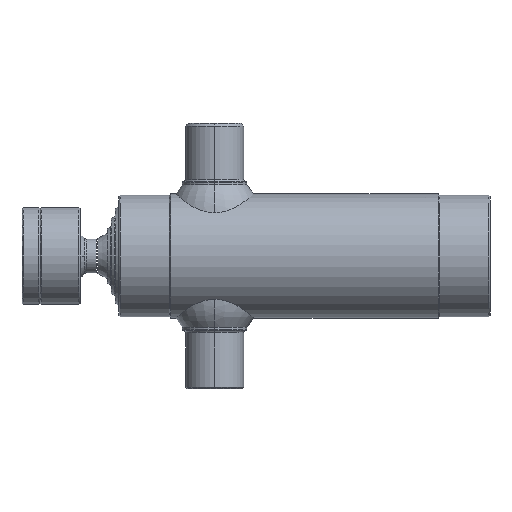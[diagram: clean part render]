
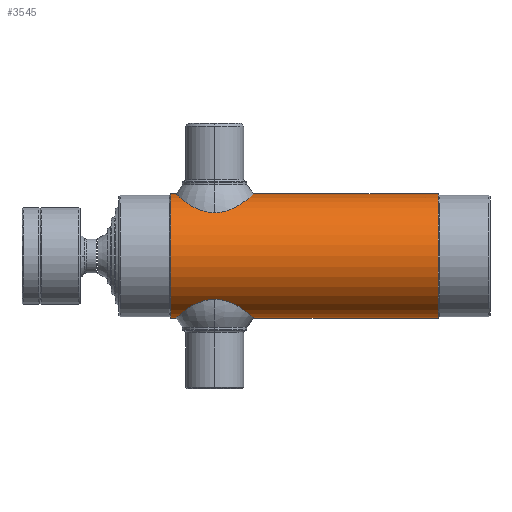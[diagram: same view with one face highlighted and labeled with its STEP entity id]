
A CAD part, left-side view. The second image highlights one B-rep face of the part: STEP entity #3545.
In plain terms, the highlighted cylindrical face has radius 48 mm (diameter 96 mm), a partial arc.
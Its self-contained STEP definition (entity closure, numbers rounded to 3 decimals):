
#249 = VECTOR ( 'NONE', #4537, 1000. ) ;
#292 = ORIENTED_EDGE ( 'NONE', *, *, #2823, .T. ) ;
#621 = CARTESIAN_POINT ( 'NONE',  ( -0.787, 226.05, 47.995 ) ) ;
#654 = CARTESIAN_POINT ( 'NONE',  ( -5.692, 222.028, 47.662 ) ) ;
#665 = CARTESIAN_POINT ( 'NONE',  ( 0., 254.089, -48. ) ) ;
#679 = CARTESIAN_POINT ( 'NONE',  ( -4.516, 216.12, 47.788 ) ) ;
#725 = LINE ( 'NONE', #7649, #249 ) ;
#936 = B_SPLINE_CURVE_WITH_KNOTS ( 'NONE', 3,
 ( #6300, #1689, #621, #6011, #1395, #6774, #2159, #7568, #2918, #8348, #3709, #9123, #4475, #9900, #5258, #654, #6039, #1427, #6805, #2191, #7602, #2951, #8378, #3739, #9150, #4508, #9929, #5294, #679, #6075, #1455, #6836, #2218, #7637, #2984, #8407, #3771, #9182, #4531, #9961, #5325 ),
 .UNSPECIFIED., .F., .F.,
 ( 4, 2, 2, 2, 2, 2, 2, 2, 2, 2, 2, 2, 2, 2, 2, 2, 2, 1, 2, 2, 4 ),
 ( 0.028, 0.029, 0.03, 0.031, 0.032, 0.033, 0.034, 0.035, 0.036, 0.038, 0.039, 0.039, 0.04, 0.041, 0.042, 0.043, 0.044, 0.045, 0.045, 0.046, 0.047 ),
 .UNSPECIFIED. ) ;
#1133 = DIRECTION ( 'NONE',  ( 0., -1., 0. ) ) ;
#1178 = LINE ( 'NONE', #3871, #7085 ) ;
#1395 = CARTESIAN_POINT ( 'NONE',  ( -1.552, 225.888, 47.975 ) ) ;
#1427 = CARTESIAN_POINT ( 'NONE',  ( -5.962, 220.874, 47.628 ) ) ;
#1438 = DIRECTION ( 'NONE',  ( 0., -1., 0. ) ) ;
#1455 = CARTESIAN_POINT ( 'NONE',  ( -3.661, 215.319, 47.861 ) ) ;
#1653 = ORIENTED_EDGE ( 'NONE', *, *, #9956, .F. ) ;
#1662 = ORIENTED_EDGE ( 'NONE', *, *, #8536, .F. ) ;
#1689 = CARTESIAN_POINT ( 'NONE',  ( -0.397, 226.089, 48. ) ) ;
#1890 = VERTEX_POINT ( 'NONE', #7999 ) ;
#2159 = CARTESIAN_POINT ( 'NONE',  ( -2.117, 225.707, 47.954 ) ) ;
#2170 = VECTOR ( 'NONE', #2695, 1000. ) ;
#2175 = CARTESIAN_POINT ( 'NONE',  ( 0., 226.089, 48. ) ) ;
#2191 = CARTESIAN_POINT ( 'NONE',  ( -6., 219.688, 47.624 ) ) ;
#2218 = CARTESIAN_POINT ( 'NONE',  ( -2.999, 214.889, 47.907 ) ) ;
#2293 = VERTEX_POINT ( 'NONE', #3836 ) ;
#2605 = EDGE_CURVE ( 'NONE', #2293, #6146, #6515, .T. ) ;
#2695 = DIRECTION ( 'NONE',  ( 0., -1., 0. ) ) ;
#2823 = EDGE_CURVE ( 'NONE', #4797, #7237, #725, .T. ) ;
#2918 = CARTESIAN_POINT ( 'NONE',  ( -3.006, 225.297, 47.907 ) ) ;
#2951 = CARTESIAN_POINT ( 'NONE',  ( -5.846, 218.723, 47.643 ) ) ;
#2984 = CARTESIAN_POINT ( 'NONE',  ( -2.299, 214.537, 47.946 ) ) ;
#3396 = CIRCLE ( 'NONE', #5053, 48. ) ;
#3545 = ADVANCED_FACE ( 'NONE', ( #4084 ), #5897, .T. ) ;
#3709 = CARTESIAN_POINT ( 'NONE',  ( -3.966, 224.608, 47.837 ) ) ;
#3739 = CARTESIAN_POINT ( 'NONE',  ( -5.683, 218.156, 47.662 ) ) ;
#3771 = CARTESIAN_POINT ( 'NONE',  ( -1.555, 214.291, 47.975 ) ) ;
#3836 = CARTESIAN_POINT ( 'NONE',  ( 0., 214.089, 48. ) ) ;
#3871 = CARTESIAN_POINT ( 'NONE',  ( 0., -39.431, 48. ) ) ;
#3889 = ORIENTED_EDGE ( 'NONE', *, *, #2605, .F. ) ;
#3916 = CARTESIAN_POINT ( 'NONE',  ( 0., 47.089, 0. ) ) ;
#4084 = FACE_OUTER_BOUND ( 'NONE', #9250, .T. ) ;
#4190 = CARTESIAN_POINT ( 'NONE',  ( 0., -39.431, 0. ) ) ;
#4475 = CARTESIAN_POINT ( 'NONE',  ( -4.767, 223.754, 47.763 ) ) ;
#4508 = CARTESIAN_POINT ( 'NONE',  ( -5.39, 217.424, 47.697 ) ) ;
#4531 = CARTESIAN_POINT ( 'NONE',  ( -0.781, 214.127, 47.995 ) ) ;
#4537 = DIRECTION ( 'NONE',  ( 0., -1., 0. ) ) ;
#4688 = DIRECTION ( 'NONE',  ( 0., 0., -1. ) ) ;
#4797 = VERTEX_POINT ( 'NONE', #665 ) ;
#4860 = AXIS2_PLACEMENT_3D ( 'NONE', #4190, #1133, #5738 ) ;
#4921 = CARTESIAN_POINT ( 'NONE',  ( 0., 47.089, 48. ) ) ;
#5053 = AXIS2_PLACEMENT_3D ( 'NONE', #3916, #9326, #4688 ) ;
#5258 = CARTESIAN_POINT ( 'NONE',  ( -5.392, 222.75, 47.696 ) ) ;
#5294 = CARTESIAN_POINT ( 'NONE',  ( -4.769, 216.428, 47.763 ) ) ;
#5325 = CARTESIAN_POINT ( 'NONE',  ( 0., 214.089, 48. ) ) ;
#5672 = EDGE_CURVE ( 'NONE', #1890, #6781, #1178, .T. ) ;
#5738 = DIRECTION ( 'NONE',  ( 0., 0., -1. ) ) ;
#5784 = CARTESIAN_POINT ( 'NONE',  ( 0., -39.431, 48. ) ) ;
#5897 = CYLINDRICAL_SURFACE ( 'NONE', #4860, 48. ) ;
#6011 = CARTESIAN_POINT ( 'NONE',  ( -1.362, 225.936, 47.981 ) ) ;
#6039 = CARTESIAN_POINT ( 'NONE',  ( -5.807, 221.65, 47.647 ) ) ;
#6051 = CARTESIAN_POINT ( 'NONE',  ( 0., 254.089, 0. ) ) ;
#6075 = CARTESIAN_POINT ( 'NONE',  ( -3.963, 215.567, 47.837 ) ) ;
#6146 = VERTEX_POINT ( 'NONE', #4921 ) ;
#6300 = CARTESIAN_POINT ( 'NONE',  ( 0., 226.089, 48. ) ) ;
#6515 = LINE ( 'NONE', #5784, #2170 ) ;
#6774 = CARTESIAN_POINT ( 'NONE',  ( -1.93, 225.774, 47.962 ) ) ;
#6781 = VERTEX_POINT ( 'NONE', #2175 ) ;
#6805 = CARTESIAN_POINT ( 'NONE',  ( -6., 220.482, 47.623 ) ) ;
#6815 = DIRECTION ( 'NONE',  ( 0., 0., -1. ) ) ;
#6836 = CARTESIAN_POINT ( 'NONE',  ( -3.169, 214.991, 47.896 ) ) ;
#7081 = DIRECTION ( 'NONE',  ( 0., -1., 0. ) ) ;
#7085 = VECTOR ( 'NONE', #7081, 1000. ) ;
#7237 = VERTEX_POINT ( 'NONE', #7545 ) ;
#7545 = CARTESIAN_POINT ( 'NONE',  ( 0., 47.089, -48. ) ) ;
#7568 = CARTESIAN_POINT ( 'NONE',  ( -2.662, 225.481, 47.928 ) ) ;
#7602 = CARTESIAN_POINT ( 'NONE',  ( -5.96, 219.298, 47.629 ) ) ;
#7637 = CARTESIAN_POINT ( 'NONE',  ( -2.653, 214.704, 47.927 ) ) ;
#7649 = CARTESIAN_POINT ( 'NONE',  ( 0., -39.431, -48. ) ) ;
#7999 = CARTESIAN_POINT ( 'NONE',  ( 0., 254.089, 48. ) ) ;
#8066 = ORIENTED_EDGE ( 'NONE', *, *, #8453, .T. ) ;
#8348 = CARTESIAN_POINT ( 'NONE',  ( -3.658, 224.861, 47.862 ) ) ;
#8378 = CARTESIAN_POINT ( 'NONE',  ( -5.798, 218.533, 47.649 ) ) ;
#8407 = CARTESIAN_POINT ( 'NONE',  ( -1.931, 214.405, 47.962 ) ) ;
#8453 = EDGE_CURVE ( 'NONE', #1890, #4797, #8969, .T. ) ;
#8536 = EDGE_CURVE ( 'NONE', #6146, #7237, #3396, .T. ) ;
#8969 = CIRCLE ( 'NONE', #9405, 48. ) ;
#9043 = ORIENTED_EDGE ( 'NONE', *, *, #5672, .F. ) ;
#9123 = CARTESIAN_POINT ( 'NONE',  ( -4.519, 224.055, 47.788 ) ) ;
#9150 = CARTESIAN_POINT ( 'NONE',  ( -5.616, 217.968, 47.67 ) ) ;
#9182 = CARTESIAN_POINT ( 'NONE',  ( -1.362, 214.243, 47.981 ) ) ;
#9250 = EDGE_LOOP ( 'NONE', ( #9043, #8066, #292, #1662, #3889, #1653 ) ) ;
#9326 = DIRECTION ( 'NONE',  ( 0., -1., 0. ) ) ;
#9405 = AXIS2_PLACEMENT_3D ( 'NONE', #6051, #1438, #6815 ) ;
#9900 = CARTESIAN_POINT ( 'NONE',  ( -5.206, 223.098, 47.717 ) ) ;
#9929 = CARTESIAN_POINT ( 'NONE',  ( -5.205, 217.08, 47.717 ) ) ;
#9956 = EDGE_CURVE ( 'NONE', #6781, #2293, #936, .T. ) ;
#9961 = CARTESIAN_POINT ( 'NONE',  ( -0.392, 214.089, 48. ) ) ;
